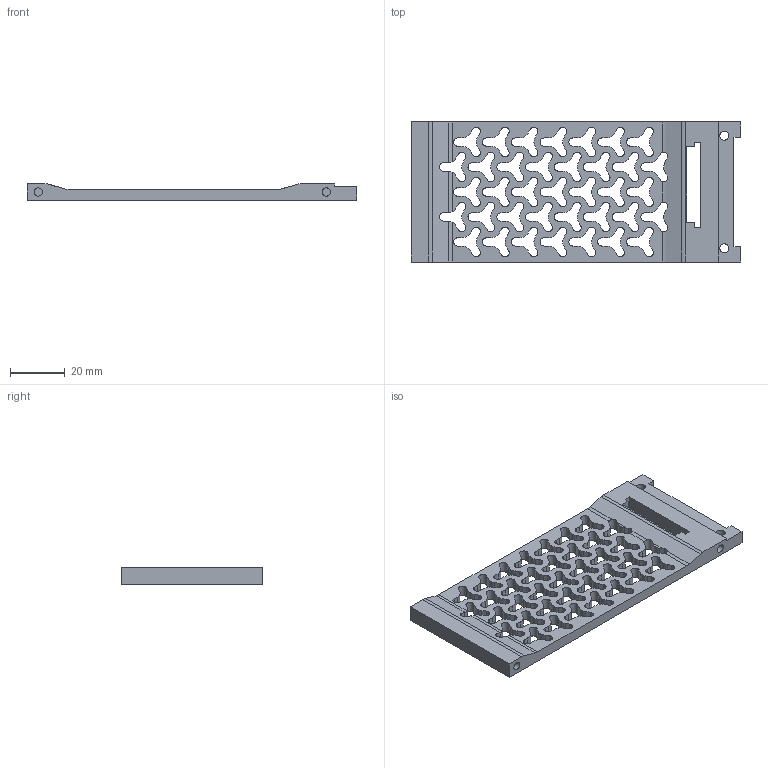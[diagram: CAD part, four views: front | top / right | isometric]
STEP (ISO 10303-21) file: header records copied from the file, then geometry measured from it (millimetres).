
FILE_DESCRIPTION (( 'STEP AP214' ), '1' );
FILE_NAME ('leftMini12864PanelMount GBtLitchi.STEP', '2022-02-16T17:05:24', ( '' ), ( '' ), 'SwSTEP 2.0', 'SolidWorks 2018', '' );
FILE_SCHEMA (( 'AUTOMOTIVE_DESIGN' ));
Length unit declared in the file: millimetre
Products named in the file (1): leftMini12864PanelMount GBtLitchi
Bounding box: 120 x 51 x 6 mm (x, y, z)
Volume: 18576.7 mm3; surface area: 15896.3 mm2
Topology: 1 solids, 1 shells, 568 faces, 1698 edges, 1132 vertices
Faces by surface type: cylinder 318, plane 250
Entity records: 19572 total; most frequent: CARTESIAN_POINT 3531, DIRECTION 3424, ORIENTED_EDGE 3396, EDGE_CURVE 1698, AXIS2_PLACEMENT_3D 1185, VERTEX_POINT 1132, VECTOR 1054, LINE 1054
